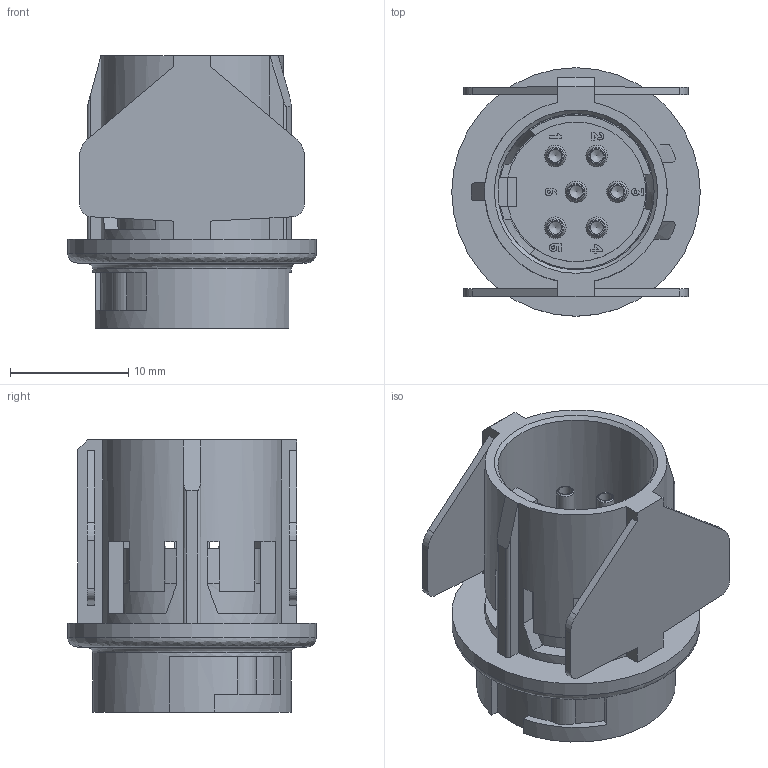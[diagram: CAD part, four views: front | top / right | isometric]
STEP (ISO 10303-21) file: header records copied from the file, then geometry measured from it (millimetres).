
FILE_DESCRIPTION(/* description */ (''),/* implementation_level */ '2;1');
FILE_NAME(/* name */ 't 3426 500 unxc001-01.stp',/* time_stamp */ '2019-07-08T17:07:42+02:00',/* author */ (''),/* organization */ (''),/* preprocessor_version */ 'ST-DEVELOPER v16.7',/* originating_system */ 'SIEMENS PLM Software NX 12.0',/* authorisation */ '');
FILE_SCHEMA (('AUTOMOTIVE_DESIGN { 1 0 10303 214 3 1 1 1 }'));
Length unit declared in the file: millimetre
Products named in the file (1): t 3426 500 unxc001-01
Bounding box: 21 x 21 x 23 mm (x, y, z)
Volume: 2948 mm3; surface area: 4149.1 mm2
Topology: 1 solids, 1 shells, 291 faces, 773 edges, 507 vertices
Faces by surface type: plane 159, cylinder 82, cone 36, bspline 14
Full cylindrical faces by diameter (mm): 0.24 x1, 0.8 x6, 1.1 x6, 1.475 x12, 1.82 x6, 16.8 x1, 21 x1
Entity records: 9917 total; most frequent: CARTESIAN_POINT 2609, DIRECTION 1431, ORIENTED_EDGE 1316, EDGE_CURVE 658, AXIS2_PLACEMENT_3D 521, VERTEX_POINT 476, EDGE_LOOP 416, LINE 389
